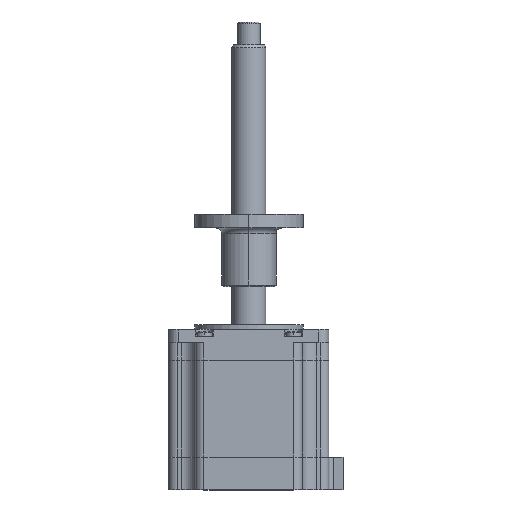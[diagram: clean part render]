
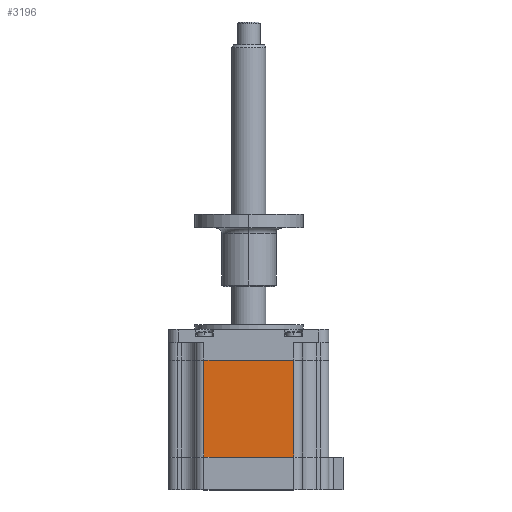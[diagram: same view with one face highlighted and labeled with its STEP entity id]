
A CAD part, top view. The second image highlights one B-rep face of the part: STEP entity #3196.
In plain terms, the highlighted planar face has unit normal (0, 0, 1).
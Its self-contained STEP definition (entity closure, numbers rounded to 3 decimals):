
#270 = CARTESIAN_POINT ( 'NONE',  ( -1.493, -1.001, 61.45 ) ) ;
#447 = ORIENTED_EDGE ( 'NONE', *, *, #12754, .F. ) ;
#616 = DIRECTION ( 'NONE',  ( 0., 1., 0. ) ) ;
#1044 = EDGE_CURVE ( 'NONE', #12596, #11272, #2904, .T. ) ;
#1549 = DIRECTION ( 'NONE',  ( -1., 0., 0. ) ) ;
#2242 = EDGE_CURVE ( 'NONE', #5399, #11272, #5253, .T. ) ;
#2596 = DIRECTION ( 'NONE',  ( -1., 0., 0. ) ) ;
#2664 = LINE ( 'NONE', #10269, #10824 ) ;
#2904 = LINE ( 'NONE', #3978, #13462 ) ;
#3083 = VERTEX_POINT ( 'NONE', #13177 ) ;
#3196 = ADVANCED_FACE ( 'NONE', ( #7693 ), #11368, .F. ) ;
#3978 = CARTESIAN_POINT ( 'NONE',  ( -33.093, -35.001, 61.45 ) ) ;
#4696 = VECTOR ( 'NONE', #1549, 1000. ) ;
#5046 = CARTESIAN_POINT ( 'NONE',  ( -1.493, -35.001, 61.45 ) ) ;
#5253 = LINE ( 'NONE', #270, #7423 ) ;
#5399 = VERTEX_POINT ( 'NONE', #12741 ) ;
#5457 = ORIENTED_EDGE ( 'NONE', *, *, #1044, .F. ) ;
#6129 = DIRECTION ( 'NONE',  ( 0., 0., -1. ) ) ;
#7423 = VECTOR ( 'NONE', #2596, 1000. ) ;
#7516 = LINE ( 'NONE', #9056, #4696 ) ;
#7693 = FACE_OUTER_BOUND ( 'NONE', #8034, .T. ) ;
#8034 = EDGE_LOOP ( 'NONE', ( #10385, #5457, #447, #12307 ) ) ;
#8902 = AXIS2_PLACEMENT_3D ( 'NONE', #5046, #6129, #13406 ) ;
#9056 = CARTESIAN_POINT ( 'NONE',  ( -1.493, -35.001, 61.45 ) ) ;
#9239 = DIRECTION ( 'NONE',  ( 0., 1., 0. ) ) ;
#9651 = EDGE_CURVE ( 'NONE', #3083, #5399, #2664, .T. ) ;
#10269 = CARTESIAN_POINT ( 'NONE',  ( -1.493, -35.001, 61.45 ) ) ;
#10385 = ORIENTED_EDGE ( 'NONE', *, *, #2242, .T. ) ;
#10824 = VECTOR ( 'NONE', #9239, 1000. ) ;
#11272 = VERTEX_POINT ( 'NONE', #12258 ) ;
#11368 = PLANE ( 'NONE',  #8902 ) ;
#11855 = CARTESIAN_POINT ( 'NONE',  ( -33.093, -35.001, 61.45 ) ) ;
#12258 = CARTESIAN_POINT ( 'NONE',  ( -33.093, -1.001, 61.45 ) ) ;
#12307 = ORIENTED_EDGE ( 'NONE', *, *, #9651, .T. ) ;
#12596 = VERTEX_POINT ( 'NONE', #11855 ) ;
#12741 = CARTESIAN_POINT ( 'NONE',  ( -1.493, -1.001, 61.45 ) ) ;
#12754 = EDGE_CURVE ( 'NONE', #3083, #12596, #7516, .T. ) ;
#13177 = CARTESIAN_POINT ( 'NONE',  ( -1.493, -35.001, 61.45 ) ) ;
#13406 = DIRECTION ( 'NONE',  ( 0., -1., 0. ) ) ;
#13462 = VECTOR ( 'NONE', #616, 1000. ) ;
